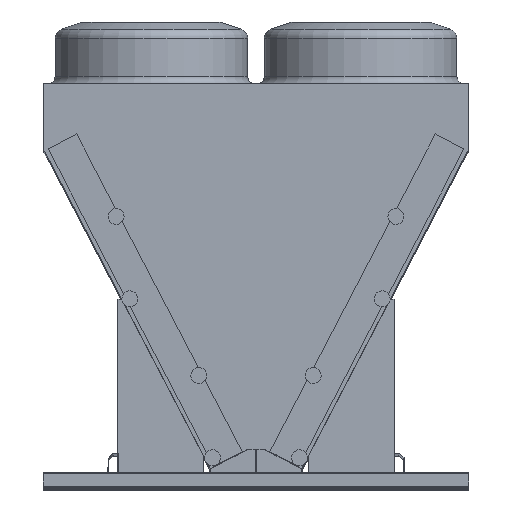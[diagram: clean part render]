
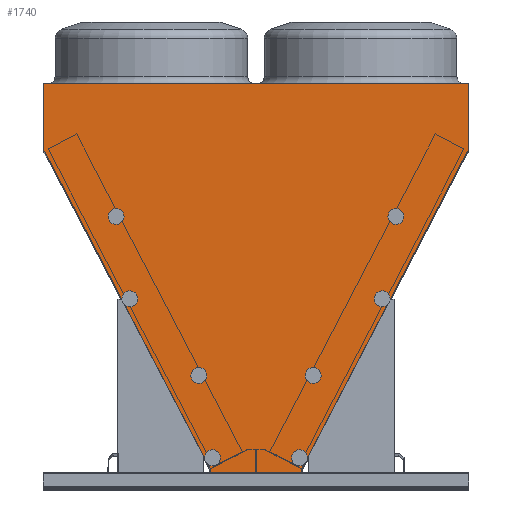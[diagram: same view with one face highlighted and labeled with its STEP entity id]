
A CAD part, top view. The second image highlights one B-rep face of the part: STEP entity #1740.
In plain terms, the highlighted planar face has unit normal (0, 0, 1).
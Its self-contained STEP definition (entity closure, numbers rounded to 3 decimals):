
#612 = VERTEX_POINT ( 'NONE', #34695 ) ;
#1084 = LINE ( 'NONE', #11534, #35726 ) ;
#1297 = DIRECTION ( 'NONE',  ( 0.462, 0.887, 0. ) ) ;
#1359 = CARTESIAN_POINT ( 'NONE',  ( -1136.282, 1727.462, 0. ) ) ;
#1523 = LINE ( 'NONE', #41113, #39585 ) ;
#1721 = EDGE_CURVE ( 'NONE', #34786, #47622, #18552, .T. ) ;
#1740 = ADVANCED_FACE ( 'NONE', ( #5323 ), #16381, .F. ) ;
#1752 = ORIENTED_EDGE ( 'NONE', *, *, #5640, .T. ) ;
#1787 = VECTOR ( 'NONE', #13298, 1000. ) ;
#1817 = VERTEX_POINT ( 'NONE', #35234 ) ;
#2245 = CARTESIAN_POINT ( 'NONE',  ( -246.893, 17.358, 0. ) ) ;
#2419 = EDGE_CURVE ( 'NONE', #45025, #32353, #28888, .T. ) ;
#3079 = ORIENTED_EDGE ( 'NONE', *, *, #13429, .T. ) ;
#3470 = EDGE_CURVE ( 'NONE', #4728, #23167, #43756, .T. ) ;
#3707 = VERTEX_POINT ( 'NONE', #37154 ) ;
#4154 = VERTEX_POINT ( 'NONE', #21524 ) ;
#4260 = AXIS2_PLACEMENT_3D ( 'NONE', #20079, #45850, #23783 ) ;
#4374 = CARTESIAN_POINT ( 'NONE',  ( -1136.282, 2083.62, 0. ) ) ;
#4460 = VECTOR ( 'NONE', #13396, 1000. ) ;
#4728 = VERTEX_POINT ( 'NONE', #14071 ) ;
#5158 = CARTESIAN_POINT ( 'NONE',  ( 245.39, 20.232, 0. ) ) ;
#5304 = VERTEX_POINT ( 'NONE', #21253 ) ;
#5323 = FACE_OUTER_BOUND ( 'NONE', #46720, .T. ) ;
#5361 = VECTOR ( 'NONE', #34742, 1000. ) ;
#5640 = EDGE_CURVE ( 'NONE', #47622, #45629, #43633, .T. ) ;
#6416 = EDGE_CURVE ( 'NONE', #5304, #612, #46476, .T. ) ;
#7658 = VECTOR ( 'NONE', #41829, 1000. ) ;
#7783 = LINE ( 'NONE', #11292, #16409 ) ;
#7917 = EDGE_CURVE ( 'NONE', #28959, #1817, #26732, .T. ) ;
#7966 = VECTOR ( 'NONE', #30916, 1000. ) ;
#8411 = EDGE_CURVE ( 'NONE', #31140, #42084, #37621, .T. ) ;
#8523 = CARTESIAN_POINT ( 'NONE',  ( -1127.739, 1711.053, 0. ) ) ;
#8844 = CARTESIAN_POINT ( 'NONE',  ( -1136.282, 2083.62, 0. ) ) ;
#9019 = CARTESIAN_POINT ( 'NONE',  ( -1127.739, 1711.053, 0. ) ) ;
#9416 = EDGE_CURVE ( 'NONE', #32353, #31140, #17738, .T. ) ;
#10448 = ORIENTED_EDGE ( 'NONE', *, *, #43291, .T. ) ;
#10480 = CARTESIAN_POINT ( 'NONE',  ( 1127.607, 1711.053, 0. ) ) ;
#10597 = EDGE_CURVE ( 'NONE', #42084, #3707, #21678, .T. ) ;
#10666 = VECTOR ( 'NONE', #27461, 1000. ) ;
#11292 = CARTESIAN_POINT ( 'NONE',  ( -246.893, 17.358, 0. ) ) ;
#11534 = CARTESIAN_POINT ( 'NONE',  ( 1136.15, 2083.62, 0. ) ) ;
#12266 = VECTOR ( 'NONE', #45744, 1000. ) ;
#12588 = CARTESIAN_POINT ( 'NONE',  ( 246.893, 17.358, 0. ) ) ;
#12653 = CARTESIAN_POINT ( 'NONE',  ( 279.893, 0., 0. ) ) ;
#12716 = ORIENTED_EDGE ( 'NONE', *, *, #10597, .T. ) ;
#13298 = DIRECTION ( 'NONE',  ( -0.463, 0.886, 0. ) ) ;
#13396 = DIRECTION ( 'NONE',  ( -1., 0., 0. ) ) ;
#13429 = EDGE_CURVE ( 'NONE', #612, #45025, #22039, .T. ) ;
#14071 = CARTESIAN_POINT ( 'NONE',  ( -279.893, 1.482, 0. ) ) ;
#14203 = VECTOR ( 'NONE', #30145, 1000. ) ;
#14663 = DIRECTION ( 'NONE',  ( -1., 0., 0. ) ) ;
#15008 = VERTEX_POINT ( 'NONE', #40998 ) ;
#16381 = PLANE ( 'NONE',  #4260 ) ;
#16409 = VECTOR ( 'NONE', #37009, 1000. ) ;
#17738 = LINE ( 'NONE', #5158, #7966 ) ;
#18552 = LINE ( 'NONE', #1359, #7658 ) ;
#19034 = DIRECTION ( 'NONE',  ( 0.462, -0.887, 0. ) ) ;
#19982 = ORIENTED_EDGE ( 'NONE', *, *, #40465, .T. ) ;
#20079 = CARTESIAN_POINT ( 'NONE',  ( 0., 0., 0. ) ) ;
#20488 = CARTESIAN_POINT ( 'NONE',  ( -279.893, 0., 0. ) ) ;
#21253 = CARTESIAN_POINT ( 'NONE',  ( 279.893, 1.482, 0. ) ) ;
#21291 = CARTESIAN_POINT ( 'NONE',  ( 279.893, 0., 0. ) ) ;
#21524 = CARTESIAN_POINT ( 'NONE',  ( -1126.246, 1711.83, 0. ) ) ;
#21678 = LINE ( 'NONE', #30798, #38966 ) ;
#22039 = LINE ( 'NONE', #12588, #12266 ) ;
#22421 = CARTESIAN_POINT ( 'NONE',  ( 246.893, 17.358, 0. ) ) ;
#22604 = DIRECTION ( 'NONE',  ( 0., 1., 0. ) ) ;
#22903 = EDGE_CURVE ( 'NONE', #45085, #34786, #42425, .T. ) ;
#23167 = VERTEX_POINT ( 'NONE', #20488 ) ;
#23229 = CARTESIAN_POINT ( 'NONE',  ( 1126.218, 1711.776, 0. ) ) ;
#23783 = DIRECTION ( 'NONE',  ( -1., 0., 0. ) ) ;
#24079 = LINE ( 'NONE', #39114, #4460 ) ;
#24862 = VERTEX_POINT ( 'NONE', #21291 ) ;
#24901 = LINE ( 'NONE', #36217, #42208 ) ;
#25099 = DIRECTION ( 'NONE',  ( 0., 1., 0. ) ) ;
#25668 = ORIENTED_EDGE ( 'NONE', *, *, #22903, .T. ) ;
#26286 = CARTESIAN_POINT ( 'NONE',  ( -1136.282, 1727.462, 0. ) ) ;
#26469 = CARTESIAN_POINT ( 'NONE',  ( 1136.15, 2083.62, 0. ) ) ;
#26732 = LINE ( 'NONE', #2245, #36528 ) ;
#27461 = DIRECTION ( 'NONE',  ( 1., 0., 0. ) ) ;
#27587 = ORIENTED_EDGE ( 'NONE', *, *, #45614, .T. ) ;
#28015 = DIRECTION ( 'NONE',  ( 0.887, -0.462, 0. ) ) ;
#28049 = DIRECTION ( 'NONE',  ( -0.461, -0.887, 0. ) ) ;
#28888 = LINE ( 'NONE', #39022, #1787 ) ;
#28959 = VERTEX_POINT ( 'NONE', #46028 ) ;
#29170 = ORIENTED_EDGE ( 'NONE', *, *, #36463, .T. ) ;
#29533 = EDGE_CURVE ( 'NONE', #23167, #24862, #40031, .T. ) ;
#29625 = ORIENTED_EDGE ( 'NONE', *, *, #29533, .T. ) ;
#29726 = ORIENTED_EDGE ( 'NONE', *, *, #7917, .T. ) ;
#29849 = ORIENTED_EDGE ( 'NONE', *, *, #1721, .T. ) ;
#30145 = DIRECTION ( 'NONE',  ( -1., 0., 0. ) ) ;
#30798 = CARTESIAN_POINT ( 'NONE',  ( 1127.607, 1711.053, 0. ) ) ;
#30863 = CARTESIAN_POINT ( 'NONE',  ( 245.39, 20.232, 0. ) ) ;
#30916 = DIRECTION ( 'NONE',  ( 0.462, 0.887, 0. ) ) ;
#31140 = VERTEX_POINT ( 'NONE', #23229 ) ;
#31466 = ORIENTED_EDGE ( 'NONE', *, *, #2419, .T. ) ;
#31715 = CARTESIAN_POINT ( 'NONE',  ( 1127.607, 1711.053, 0. ) ) ;
#32353 = VERTEX_POINT ( 'NONE', #30863 ) ;
#32457 = LINE ( 'NONE', #9019, #5361 ) ;
#32716 = VECTOR ( 'NONE', #37949, 1000. ) ;
#33032 = CARTESIAN_POINT ( 'NONE',  ( 279.893, 1.482, 0. ) ) ;
#33490 = EDGE_CURVE ( 'NONE', #3707, #45085, #1084, .T. ) ;
#34695 = CARTESIAN_POINT ( 'NONE',  ( 246.893, 1.482, 0. ) ) ;
#34742 = DIRECTION ( 'NONE',  ( 0.887, 0.462, 0. ) ) ;
#34786 = VERTEX_POINT ( 'NONE', #8844 ) ;
#35234 = CARTESIAN_POINT ( 'NONE',  ( -246.893, 17.358, 0. ) ) ;
#35537 = VECTOR ( 'NONE', #14663, 1000. ) ;
#35726 = VECTOR ( 'NONE', #22604, 1000. ) ;
#35752 = ORIENTED_EDGE ( 'NONE', *, *, #33490, .T. ) ;
#36217 = CARTESIAN_POINT ( 'NONE',  ( 279.893, 0., 0. ) ) ;
#36463 = EDGE_CURVE ( 'NONE', #15008, #4728, #24079, .T. ) ;
#36528 = VECTOR ( 'NONE', #28049, 1000. ) ;
#36865 = ORIENTED_EDGE ( 'NONE', *, *, #8411, .T. ) ;
#36879 = ORIENTED_EDGE ( 'NONE', *, *, #6416, .T. ) ;
#37009 = DIRECTION ( 'NONE',  ( 0., -1., 0. ) ) ;
#37154 = CARTESIAN_POINT ( 'NONE',  ( 1136.15, 1727.462, 0. ) ) ;
#37621 = LINE ( 'NONE', #31715, #46294 ) ;
#37949 = DIRECTION ( 'NONE',  ( 0.462, -0.887, 0. ) ) ;
#38966 = VECTOR ( 'NONE', #1297, 1000. ) ;
#39022 = CARTESIAN_POINT ( 'NONE',  ( 246.893, 17.358, 0. ) ) ;
#39114 = CARTESIAN_POINT ( 'NONE',  ( -279.893, 1.482, 0. ) ) ;
#39585 = VECTOR ( 'NONE', #19034, 1000. ) ;
#40031 = LINE ( 'NONE', #12653, #10666 ) ;
#40465 = EDGE_CURVE ( 'NONE', #24862, #5304, #24901, .T. ) ;
#40726 = CARTESIAN_POINT ( 'NONE',  ( -1127.739, 1711.053, 0. ) ) ;
#40998 = CARTESIAN_POINT ( 'NONE',  ( -246.893, 1.482, 0. ) ) ;
#41113 = CARTESIAN_POINT ( 'NONE',  ( -245.403, 20.223, 0. ) ) ;
#41829 = DIRECTION ( 'NONE',  ( 0., -1., 0. ) ) ;
#42084 = VERTEX_POINT ( 'NONE', #10480 ) ;
#42208 = VECTOR ( 'NONE', #25099, 1000. ) ;
#42425 = LINE ( 'NONE', #4374, #14203 ) ;
#42616 = VECTOR ( 'NONE', #46557, 1000. ) ;
#42679 = ORIENTED_EDGE ( 'NONE', *, *, #46686, .T. ) ;
#42843 = CARTESIAN_POINT ( 'NONE',  ( -279.893, 0., 0. ) ) ;
#43084 = ORIENTED_EDGE ( 'NONE', *, *, #9416, .T. ) ;
#43291 = EDGE_CURVE ( 'NONE', #4154, #28959, #1523, .T. ) ;
#43633 = LINE ( 'NONE', #8523, #32716 ) ;
#43756 = LINE ( 'NONE', #42843, #42616 ) ;
#45025 = VERTEX_POINT ( 'NONE', #22421 ) ;
#45085 = VERTEX_POINT ( 'NONE', #26469 ) ;
#45602 = ORIENTED_EDGE ( 'NONE', *, *, #3470, .T. ) ;
#45614 = EDGE_CURVE ( 'NONE', #1817, #15008, #7783, .T. ) ;
#45629 = VERTEX_POINT ( 'NONE', #40726 ) ;
#45744 = DIRECTION ( 'NONE',  ( 0., 1., 0. ) ) ;
#45850 = DIRECTION ( 'NONE',  ( 0., 0., -1. ) ) ;
#46028 = CARTESIAN_POINT ( 'NONE',  ( -245.403, 20.223, 0. ) ) ;
#46294 = VECTOR ( 'NONE', #28015, 1000. ) ;
#46476 = LINE ( 'NONE', #33032, #35537 ) ;
#46557 = DIRECTION ( 'NONE',  ( 0., -1., 0. ) ) ;
#46686 = EDGE_CURVE ( 'NONE', #45629, #4154, #32457, .T. ) ;
#46720 = EDGE_LOOP ( 'NONE', ( #29849, #1752, #42679, #10448, #29726, #27587, #29170, #45602, #29625, #19982, #36879, #3079, #31466, #43084, #36865, #12716, #35752, #25668 ) ) ;
#47622 = VERTEX_POINT ( 'NONE', #26286 ) ;
